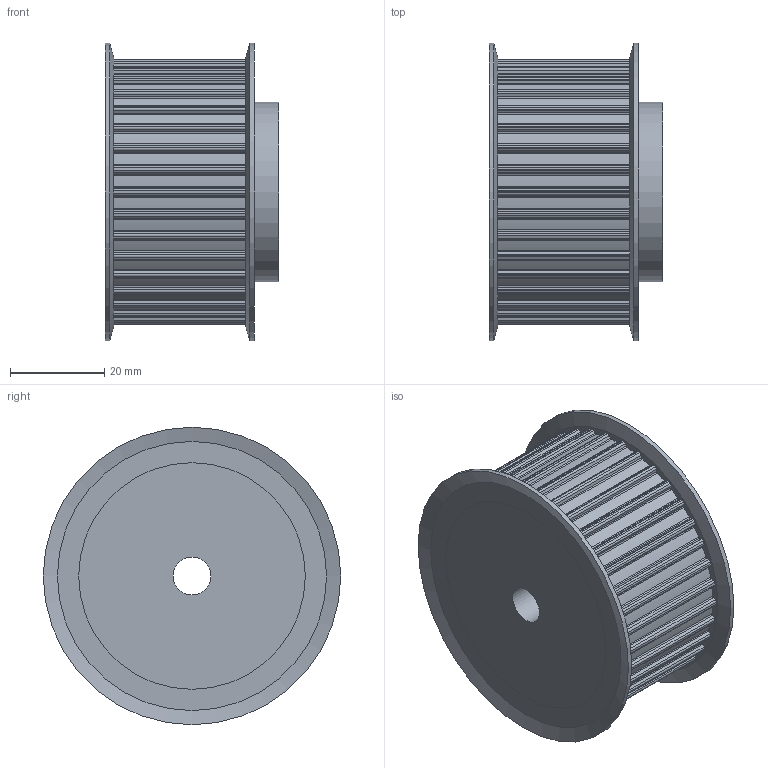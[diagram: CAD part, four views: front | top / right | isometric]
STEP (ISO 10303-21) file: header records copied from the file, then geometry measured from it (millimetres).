
FILE_DESCRIPTION(/* description */ ('Alibre Inc.'),/* implementation_level */ '2;1');
FILE_NAME(/* name */ 'export-4902E326-E794-46D3-8BD4-31B7AF836177',/* time_stamp */ '2023-12-13T16:17:12+01:00',/* author */ (''),/* organization */ (''),/* preprocessor_version */ 'ST-DEVELOPER v17',/* originating_system */ 'Alibre',/* authorisation */ '');
FILE_SCHEMA (('AUTOMOTIVE_DESIGN'));
Length unit declared in the file: millimetre
Products named in the file (3): 5030000215; 60036036BODY; 60036036
Bounding box: 36.8 x 63 x 63 mm (x, y, z)
Volume: 76750.7 mm3; surface area: 18555.4 mm2
Topology: 3 solids, 3 shells, 338 faces, 991 edges, 662 vertices
Faces by surface type: cylinder 253, plane 81, cone 4
Full cylindrical faces by diameter (mm): 8 x1, 38 x1, 48 x4, 63 x2
Entity records: 11025 total; most frequent: DIRECTION 1958, ORIENTED_EDGE 1954, CARTESIAN_POINT 1905, EDGE_CURVE 977, AXIS2_PLACEMENT_3D 784, VERTEX_POINT 652, VECTOR 469, LINE 469
